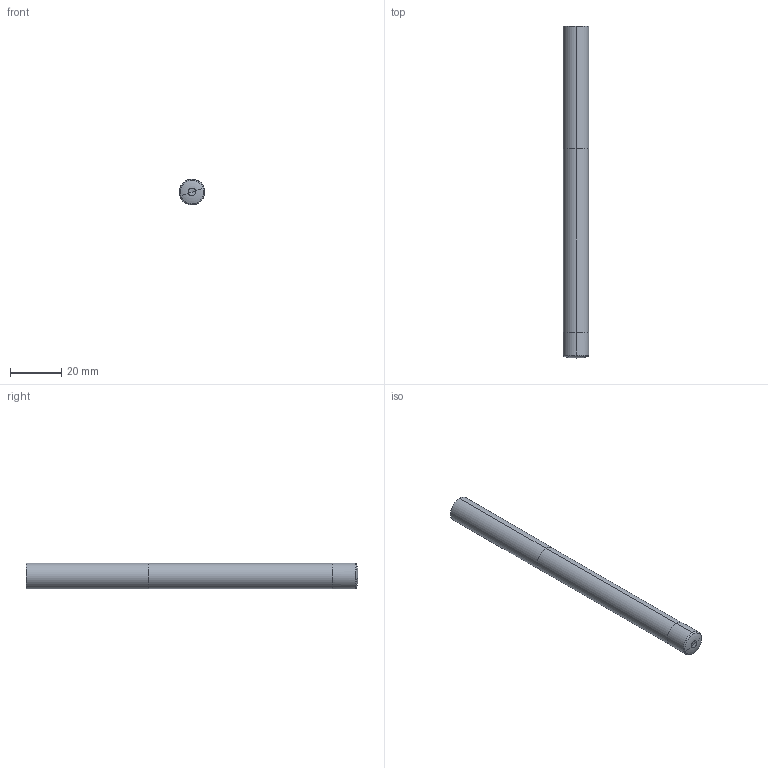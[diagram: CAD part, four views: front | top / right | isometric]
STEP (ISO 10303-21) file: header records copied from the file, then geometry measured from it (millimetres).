
FILE_DESCRIPTION((' '),'2;1');
FILE_NAME( 'FHFP10N8-CCAQ.stp', '2023-11-29T13:19:41', (' '), ('--- Datakit www.datakit.com---'), ' Datakit CrossCadWare V2023.1 Dec 17 2022', 'Mastercam 2024', ' ');
FILE_SCHEMA(('AUTOMOTIVE_DESIGN { 1 0 10303 214 1 1 1 1 }'));
Length unit declared in the file: inch
Products named in the file (1): FHFP10N8-CCAQ
Bounding box: 10 x 130 x 10 mm (x, y, z)
Volume: 9963.9 mm3; surface area: 4179.2 mm2
Topology: 1 solids, 1 shells, 15 faces, 34 edges, 21 vertices
Faces by surface type: torus 6, cylinder 6, plane 3
Entity records: 464 total; most frequent: DIRECTION 90, CARTESIAN_POINT 69, ORIENTED_EDGE 64, AXIS2_PLACEMENT_3D 42, EDGE_CURVE 32, CIRCLE 26, VERTEX_POINT 21, EDGE_LOOP 17
